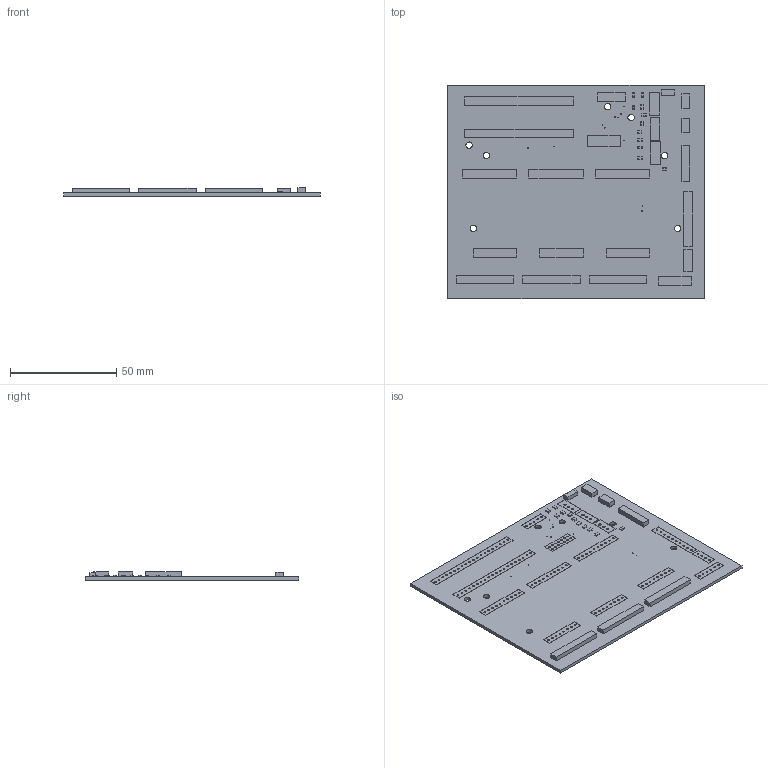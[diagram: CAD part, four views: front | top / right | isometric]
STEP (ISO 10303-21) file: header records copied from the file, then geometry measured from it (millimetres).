
FILE_DESCRIPTION(/* description */ (''),/* implementation_level */ '2;1');
FILE_NAME(/* name */ '4a679c57-a29f-4a91-9036-05b1bd8ec3bb.zip.stp',/* time_stamp */ '2022-06-04T09:39:09Z',/* author */ (''),/* organization */ (''),/* preprocessor_version */ 'ST-DEVELOPER v19',/* originating_system */ 'Autodesk Translation Framework v11.7.0.108',/* authorisation */ '');
FILE_SCHEMA (('AUTOMOTIVE_DESIGN { 1 0 10303 214 3 1 1 }'));
Length unit declared in the file: millimetre
Products named in the file (19): PCB_V12; Board; Packages; TO254P450X1020X1935-3P; 79107-14_M; SIP-100-04-32Y; SIP-100-05-32Y; SIP-100-06-32Y; SIP-100-08-32Y; SIP-100-10-32Y; SIP-100-20-32Y; AK500/2-H; AK500/4-H; AK500/6-H; C0805; R0805; TO220S; P592; TO-220_IGO_V1
Assembly tree (36 placements, depth 3):
  PCB_V12
    Board
    Packages
      TO254P450X1020X1935-3P
      79107-14_M
      SIP-100-04-32Y
      SIP-100-05-32Y
      SIP-100-06-32Y
      SIP-100-08-32Y  x3
      SIP-100-10-32Y  x4
      SIP-100-20-32Y  x2
      AK500/2-H  x2
      AK500/4-H
      AK500/6-H  x3
      C0805  x6
      R0805  x5
      TO220S
      P592
      TO-220_IGO_V1
Bounding box: 120.54 x 100.11 x 3.88 mm (x, y, z)
Volume: 18943.4 mm3; surface area: 29875.2 mm2
Topology: 35 solids, 35 shells, 486 faces, 1248 edges, 832 vertices
Faces by surface type: plane 298, cylinder 188
Full cylindrical faces by diameter (mm): 0.35 x11, 0.711 x14, 0.813 x121, 1 x3, 1.016 x3, 1.27 x3, 1.321 x26, 3 x7
Entity records: 11272 total; most frequent: DIRECTION 1916, CARTESIAN_POINT 1722, ORIENTED_EDGE 1632, EDGE_CURVE 816, AXIS2_PLACEMENT_3D 738, EDGE_LOOP 682, VERTEX_POINT 544, LINE 440
